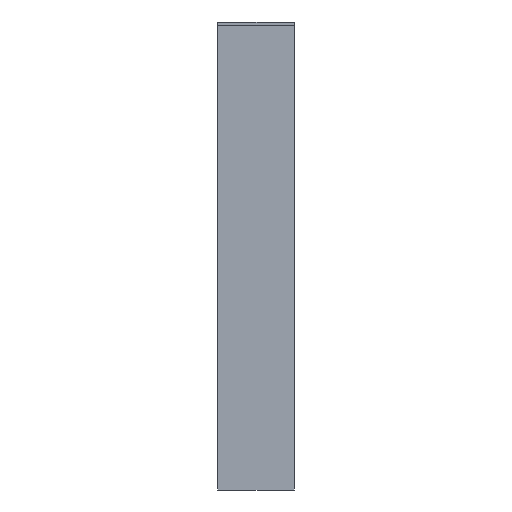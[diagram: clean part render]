
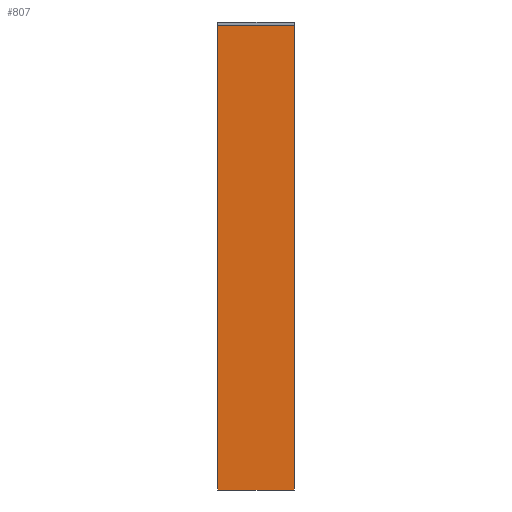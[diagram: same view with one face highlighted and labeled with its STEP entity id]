
A CAD part, left-side view. The second image highlights one B-rep face of the part: STEP entity #807.
In plain terms, the highlighted planar face has unit normal (-1, 0, 0).
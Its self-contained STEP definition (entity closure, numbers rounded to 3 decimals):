
#301 = LINE ( 'NONE', #696, #303 ) ;
#303 = VECTOR ( 'NONE', #783, 1000. ) ;
#305 = VECTOR ( 'NONE', #1812, 1000. ) ;
#309 = EDGE_CURVE ( 'NONE', #614, #969, #1393, .T. ) ;
#314 = LINE ( 'NONE', #1760, #305 ) ;
#342 = CARTESIAN_POINT ( 'NONE',  ( 92., -16.5, -200. ) ) ;
#439 = CARTESIAN_POINT ( 'NONE',  ( 92., -16.5, -0.01 ) ) ;
#463 = PLANE ( 'NONE',  #656 ) ;
#602 = LINE ( 'NONE', #1137, #954 ) ;
#614 = VERTEX_POINT ( 'NONE', #439 ) ;
#656 = AXIS2_PLACEMENT_3D ( 'NONE', #1473, #676, #1839 ) ;
#676 = DIRECTION ( 'NONE',  ( 1., 0., 0. ) ) ;
#696 = CARTESIAN_POINT ( 'NONE',  ( 92., -18.635, -200. ) ) ;
#762 = EDGE_CURVE ( 'NONE', #1675, #2113, #602, .T. ) ;
#783 = DIRECTION ( 'NONE',  ( 0., 1., 0. ) ) ;
#807 = ADVANCED_FACE ( 'NONE', ( #2152 ), #463, .F. ) ;
#821 = DIRECTION ( 'NONE',  ( 0., 0., 1. ) ) ;
#837 = CARTESIAN_POINT ( 'NONE',  ( 92., 16.5, -200. ) ) ;
#954 = VECTOR ( 'NONE', #821, 1000. ) ;
#969 = VERTEX_POINT ( 'NONE', #342 ) ;
#1020 = CARTESIAN_POINT ( 'NONE',  ( 92., 16.5, -0.01 ) ) ;
#1113 = ORIENTED_EDGE ( 'NONE', *, *, #2008, .F. ) ;
#1137 = CARTESIAN_POINT ( 'NONE',  ( 92., 16.5, -198.49 ) ) ;
#1270 = VECTOR ( 'NONE', #1896, 1000. ) ;
#1372 = EDGE_LOOP ( 'NONE', ( #1757, #1501, #1621, #1113 ) ) ;
#1393 = LINE ( 'NONE', #2096, #1270 ) ;
#1473 = CARTESIAN_POINT ( 'NONE',  ( 92., 16.5, -198.49 ) ) ;
#1501 = ORIENTED_EDGE ( 'NONE', *, *, #1996, .F. ) ;
#1621 = ORIENTED_EDGE ( 'NONE', *, *, #762, .F. ) ;
#1675 = VERTEX_POINT ( 'NONE', #837 ) ;
#1757 = ORIENTED_EDGE ( 'NONE', *, *, #309, .F. ) ;
#1760 = CARTESIAN_POINT ( 'NONE',  ( 92., 16.5, -0.01 ) ) ;
#1812 = DIRECTION ( 'NONE',  ( 0., -1., 0. ) ) ;
#1839 = DIRECTION ( 'NONE',  ( 0., 0., -1. ) ) ;
#1896 = DIRECTION ( 'NONE',  ( 0., 0., -1. ) ) ;
#1996 = EDGE_CURVE ( 'NONE', #2113, #614, #314, .T. ) ;
#2008 = EDGE_CURVE ( 'NONE', #969, #1675, #301, .T. ) ;
#2096 = CARTESIAN_POINT ( 'NONE',  ( 92., -16.5, -198.49 ) ) ;
#2113 = VERTEX_POINT ( 'NONE', #1020 ) ;
#2152 = FACE_OUTER_BOUND ( 'NONE', #1372, .T. ) ;
